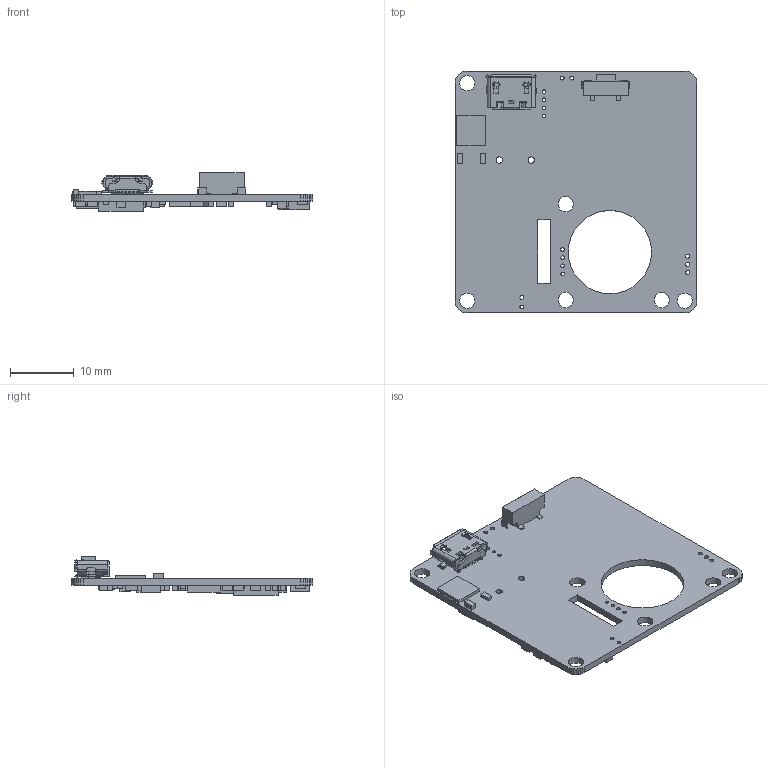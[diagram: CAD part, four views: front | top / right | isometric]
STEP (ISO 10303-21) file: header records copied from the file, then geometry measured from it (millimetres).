
FILE_DESCRIPTION(('Open CASCADE Model'),'2;1');
FILE_NAME('Open CASCADE Shape Model','2015-06-18T10:42:14',('Author'),( 'Open CASCADE'),'Open CASCADE STEP processor 6.2','Open CASCADE 6.2' ,'Unknown');
FILE_SCHEMA(('AUTOMOTIVE_DESIGN { 1 0 10303 214 1 1 1 1 }'));
Length unit declared in the file: millimetre
Products named in the file (110): PCB; Board; C21; 620906224; Extruded; C12; C18; 635846496; C2; S1; butt; Y1; 635849312; X1; 635849184; USB1; m-usb; U6; 632917264; U5; 635849056; U4; 635848928; U3; 636101264; U2; 635846752; U1; 629741088; R14; 620932208; R12; R10; R9; 635846240; R8; R7; R6; R5; R4 ...
Assembly tree (153 placements, depth 4):
  PCB
    Board
    C21
      620906224
        Extruded
    C12
      620906224
        Extruded
    C18
      635846496
        Extruded
    C2
      635846496
        Extruded
    S1
      butt
    Y1
      635849312
        Extruded
    X1
      635849184
        Extruded
    USB1
      m-usb
        m-usb
    U6
      632917264
        Extruded
    U5
      635849056
        Extruded
    U4
      635848928
        Extruded
    U3
      636101264
        Extruded
    U2
      635846752
        Extruded
    U1
      629741088
        Extruded
    R14
      620932208
        Extruded
    R12
      620932208
        Extruded
    R10
      620932208
        Extruded
    R9
      635846240
        Extruded
    R8
      620932208
        Extruded
    R7
      635846240
Bounding box: 37.82 x 37.82 x 6.07 mm (x, y, z)
Volume: 1660.4 mm3; surface area: 3996 mm2
Topology: 68 solids, 68 shells, 919 faces, 2312 edges, 1526 vertices
Faces by surface type: plane 766, cylinder 153
Full cylindrical faces by diameter (mm): 0.2 x2, 0.55 x8, 0.6 x6, 0.65 x3, 0.7 x2, 1 x2, 2.4 x6, 13 x1
Entity records: 48083 total; most frequent: CARTESIAN_POINT 10972, DIRECTION 6506, LINE 4180, VECTOR 4180, ORIENTED_EDGE 3544, PCURVE 3544, DEFINITIONAL_REPRESENTATION 3544, EDGE_CURVE 1772
